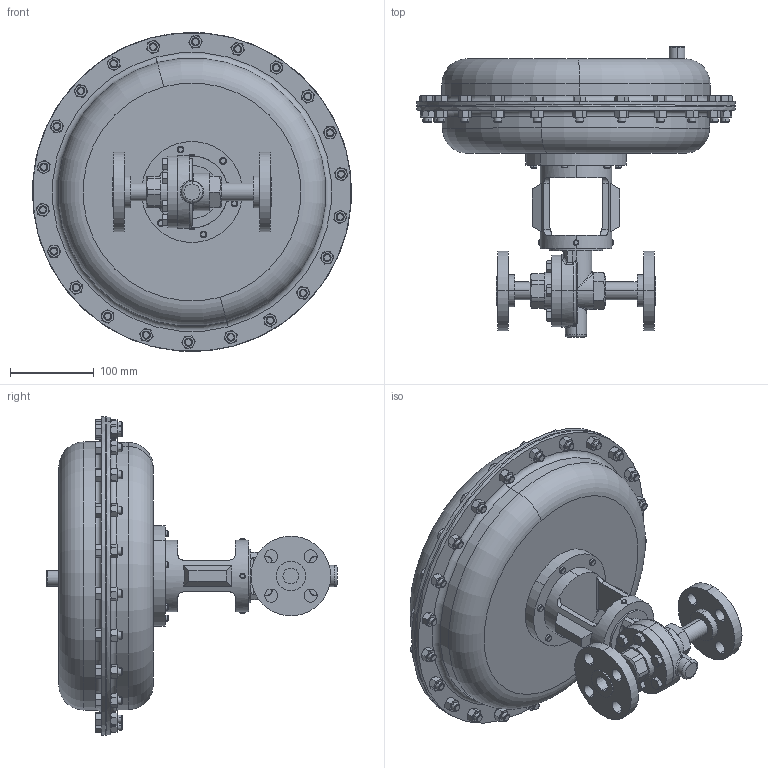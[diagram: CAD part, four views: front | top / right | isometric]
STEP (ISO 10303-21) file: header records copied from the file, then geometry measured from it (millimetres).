
FILE_DESCRIPTION (( 'STEP AP203' ), '1' );
FILE_NAME ('70-050-DI+BR-F3-85M.STEP', '2017-08-22T14:25:37', ( '' ), ( '' ), 'SwSTEP 2.0', 'SolidWorks 2014', '' );
FILE_SCHEMA (( 'CONFIG_CONTROL_DESIGN' ));
Length unit declared in the file: inch
Products named in the file (1): 70-050-DI+BR-F3-85M
Bounding box: 380.96 x 347 x 380.89 mm (x, y, z)
Volume: 10079299.9 mm3; surface area: 445152.7 mm2
Topology: 1 solids, 1 shells, 1135 faces, 2571 edges, 1538 vertices
Faces by surface type: cone 506, plane 451, cylinder 149, torus 18, bspline 8, sphere 3
Entity records: 35937 total; most frequent: CARTESIAN_POINT 11834, ORIENTED_EDGE 5142, DIRECTION 4703, EDGE_CURVE 2571, AXIS2_PLACEMENT_3D 1957, VERTEX_POINT 1538, EDGE_LOOP 1253, FACE_OUTER_BOUND 1135
